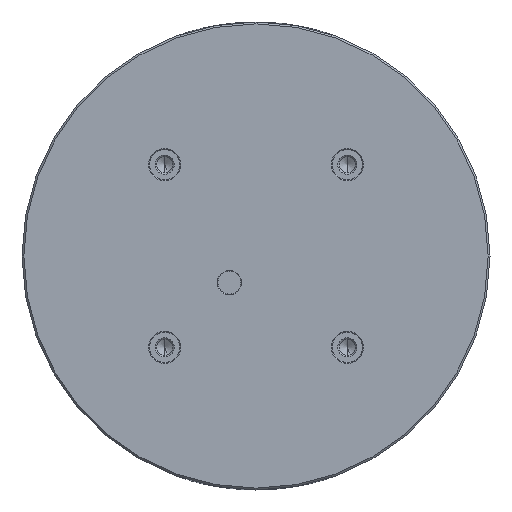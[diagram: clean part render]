
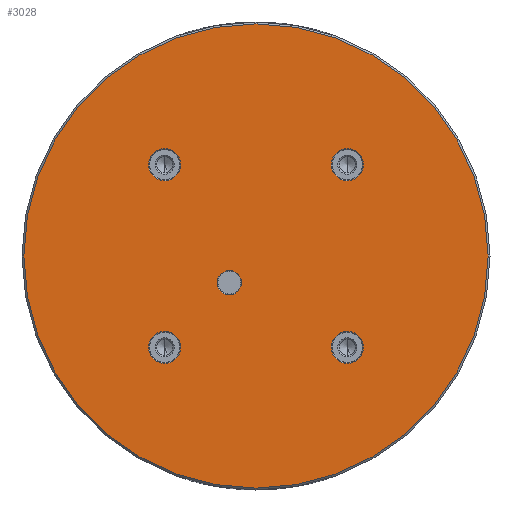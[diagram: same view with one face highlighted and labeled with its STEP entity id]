
A CAD part, left-side view. The second image highlights one B-rep face of the part: STEP entity #3028.
In plain terms, the highlighted planar face has unit normal (-1, 0, 0).
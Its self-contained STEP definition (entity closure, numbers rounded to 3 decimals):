
#12 = CIRCLE ( 'NONE', #522, 6.4 ) ;
#26 = DIRECTION ( 'NONE',  ( 1., 0., 0. ) ) ;
#34 = CIRCLE ( 'NONE', #2988, 8.4 ) ;
#47 = VERTEX_POINT ( 'NONE', #2387 ) ;
#62 = AXIS2_PLACEMENT_3D ( 'NONE', #1797, #1220, #1483 ) ;
#98 = DIRECTION ( 'NONE',  ( 0., 0., -1. ) ) ;
#159 = CARTESIAN_POINT ( 'NONE',  ( 0., 48., -48. ) ) ;
#204 = DIRECTION ( 'NONE',  ( 0., 0., -1. ) ) ;
#241 = CARTESIAN_POINT ( 'NONE',  ( 0., 48., 39.6 ) ) ;
#247 = EDGE_CURVE ( 'NONE', #879, #2488, #1622, .T. ) ;
#303 = DIRECTION ( 'NONE',  ( 0., 0., -1. ) ) ;
#330 = CIRCLE ( 'NONE', #1589, 8.4 ) ;
#424 = CARTESIAN_POINT ( 'NONE',  ( 0., 0., 122. ) ) ;
#442 = FACE_OUTER_BOUND ( 'NONE', #834, .T. ) ;
#452 = EDGE_CURVE ( 'NONE', #3042, #2744, #330, .T. ) ;
#482 = EDGE_CURVE ( 'NONE', #970, #2052, #1463, .T. ) ;
#520 = FACE_BOUND ( 'NONE', #808, .T. ) ;
#522 = AXIS2_PLACEMENT_3D ( 'NONE', #2230, #2177, #2190 ) ;
#526 = CARTESIAN_POINT ( 'NONE',  ( 0., 14., -7.6 ) ) ;
#542 = AXIS2_PLACEMENT_3D ( 'NONE', #2439, #2122, #1267 ) ;
#561 = DIRECTION ( 'NONE',  ( -1., 0., 0. ) ) ;
#589 = AXIS2_PLACEMENT_3D ( 'NONE', #1044, #26, #204 ) ;
#615 = CARTESIAN_POINT ( 'NONE',  ( 0., 48., -56.4 ) ) ;
#700 = CARTESIAN_POINT ( 'NONE',  ( 0., -48., 56.4 ) ) ;
#808 = EDGE_LOOP ( 'NONE', ( #2711, #3518 ) ) ;
#834 = EDGE_LOOP ( 'NONE', ( #2705, #2081 ) ) ;
#839 = VERTEX_POINT ( 'NONE', #2532 ) ;
#842 = ORIENTED_EDGE ( 'NONE', *, *, #1348, .T. ) ;
#848 = ORIENTED_EDGE ( 'NONE', *, *, #1728, .T. ) ;
#879 = VERTEX_POINT ( 'NONE', #911 ) ;
#911 = CARTESIAN_POINT ( 'NONE',  ( 0., -48., 39.6 ) ) ;
#943 = DIRECTION ( 'NONE',  ( 1., 0., 0. ) ) ;
#970 = VERTEX_POINT ( 'NONE', #1102 ) ;
#974 = ORIENTED_EDGE ( 'NONE', *, *, #2428, .T. ) ;
#1044 = CARTESIAN_POINT ( 'NONE',  ( 0., 14., -14. ) ) ;
#1102 = CARTESIAN_POINT ( 'NONE',  ( 0., 48., -39.6 ) ) ;
#1124 = EDGE_CURVE ( 'NONE', #1999, #839, #34, .T. ) ;
#1181 = AXIS2_PLACEMENT_3D ( 'NONE', #2514, #1810, #2892 ) ;
#1220 = DIRECTION ( 'NONE',  ( 1., 0., 0. ) ) ;
#1267 = DIRECTION ( 'NONE',  ( 0., 0., -1. ) ) ;
#1273 = DIRECTION ( 'NONE',  ( 1., 0., 0. ) ) ;
#1344 = CIRCLE ( 'NONE', #1181, 122. ) ;
#1348 = EDGE_CURVE ( 'NONE', #839, #1999, #3162, .T. ) ;
#1463 = CIRCLE ( 'NONE', #2029, 8.4 ) ;
#1477 = EDGE_LOOP ( 'NONE', ( #842, #3223 ) ) ;
#1483 = DIRECTION ( 'NONE',  ( 0., 0., -1. ) ) ;
#1488 = DIRECTION ( 'NONE',  ( 1., 0., 0. ) ) ;
#1589 = AXIS2_PLACEMENT_3D ( 'NONE', #2914, #1273, #98 ) ;
#1622 = CIRCLE ( 'NONE', #2343, 8.4 ) ;
#1658 = EDGE_CURVE ( 'NONE', #2175, #2242, #2847, .T. ) ;
#1672 = VERTEX_POINT ( 'NONE', #526 ) ;
#1688 = CARTESIAN_POINT ( 'NONE',  ( 0., -48., 48. ) ) ;
#1728 = EDGE_CURVE ( 'NONE', #2744, #3042, #2601, .T. ) ;
#1736 = CIRCLE ( 'NONE', #2210, 8.4 ) ;
#1797 = CARTESIAN_POINT ( 'NONE',  ( 0., -48., -48. ) ) ;
#1807 = PLANE ( 'NONE',  #2317 ) ;
#1810 = DIRECTION ( 'NONE',  ( -1., 0., 0. ) ) ;
#1821 = DIRECTION ( 'NONE',  ( 0., 0., -1. ) ) ;
#1845 = DIRECTION ( 'NONE',  ( 0., 0., -1. ) ) ;
#1869 = FACE_BOUND ( 'NONE', #3116, .T. ) ;
#1986 = DIRECTION ( 'NONE',  ( 1., 0., 0. ) ) ;
#1999 = VERTEX_POINT ( 'NONE', #2512 ) ;
#2029 = AXIS2_PLACEMENT_3D ( 'NONE', #3186, #1488, #2974 ) ;
#2052 = VERTEX_POINT ( 'NONE', #615 ) ;
#2081 = ORIENTED_EDGE ( 'NONE', *, *, #2153, .T. ) ;
#2101 = AXIS2_PLACEMENT_3D ( 'NONE', #2565, #561, #3364 ) ;
#2122 = DIRECTION ( 'NONE',  ( 1., 0., 0. ) ) ;
#2131 = FACE_BOUND ( 'NONE', #2139, .T. ) ;
#2139 = EDGE_LOOP ( 'NONE', ( #2566, #848 ) ) ;
#2153 = EDGE_CURVE ( 'NONE', #2242, #2175, #1344, .T. ) ;
#2175 = VERTEX_POINT ( 'NONE', #2758 ) ;
#2177 = DIRECTION ( 'NONE',  ( 1., 0., 0. ) ) ;
#2190 = DIRECTION ( 'NONE',  ( 0., 0., -1. ) ) ;
#2210 = AXIS2_PLACEMENT_3D ( 'NONE', #159, #2949, #1845 ) ;
#2230 = CARTESIAN_POINT ( 'NONE',  ( 0., 14., -14. ) ) ;
#2242 = VERTEX_POINT ( 'NONE', #424 ) ;
#2245 = CIRCLE ( 'NONE', #542, 8.4 ) ;
#2317 = AXIS2_PLACEMENT_3D ( 'NONE', #3496, #943, #1821 ) ;
#2324 = CARTESIAN_POINT ( 'NONE',  ( 0., 48., 56.4 ) ) ;
#2343 = AXIS2_PLACEMENT_3D ( 'NONE', #1688, #1986, #303 ) ;
#2344 = CARTESIAN_POINT ( 'NONE',  ( 0., -48., -48. ) ) ;
#2387 = CARTESIAN_POINT ( 'NONE',  ( 0., 14., -20.4 ) ) ;
#2428 = EDGE_CURVE ( 'NONE', #2488, #879, #2245, .T. ) ;
#2439 = CARTESIAN_POINT ( 'NONE',  ( 0., -48., 48. ) ) ;
#2488 = VERTEX_POINT ( 'NONE', #700 ) ;
#2512 = CARTESIAN_POINT ( 'NONE',  ( 0., -48., -56.4 ) ) ;
#2514 = CARTESIAN_POINT ( 'NONE',  ( 0., 0., 0. ) ) ;
#2532 = CARTESIAN_POINT ( 'NONE',  ( 0., -48., -39.6 ) ) ;
#2565 = CARTESIAN_POINT ( 'NONE',  ( 0., 0., 0. ) ) ;
#2566 = ORIENTED_EDGE ( 'NONE', *, *, #452, .T. ) ;
#2599 = ORIENTED_EDGE ( 'NONE', *, *, #482, .T. ) ;
#2601 = CIRCLE ( 'NONE', #2676, 8.4 ) ;
#2622 = FACE_BOUND ( 'NONE', #2912, .T. ) ;
#2624 = DIRECTION ( 'NONE',  ( 1., 0., 0. ) ) ;
#2676 = AXIS2_PLACEMENT_3D ( 'NONE', #2691, #2680, #3513 ) ;
#2680 = DIRECTION ( 'NONE',  ( 1., 0., 0. ) ) ;
#2691 = CARTESIAN_POINT ( 'NONE',  ( 0., 48., 48. ) ) ;
#2705 = ORIENTED_EDGE ( 'NONE', *, *, #1658, .T. ) ;
#2711 = ORIENTED_EDGE ( 'NONE', *, *, #2915, .T. ) ;
#2744 = VERTEX_POINT ( 'NONE', #241 ) ;
#2758 = CARTESIAN_POINT ( 'NONE',  ( 0., 0., -122. ) ) ;
#2847 = CIRCLE ( 'NONE', #2101, 122. ) ;
#2892 = DIRECTION ( 'NONE',  ( 0., 0., 1. ) ) ;
#2893 = DIRECTION ( 'NONE',  ( 0., 0., -1. ) ) ;
#2912 = EDGE_LOOP ( 'NONE', ( #974, #3098 ) ) ;
#2914 = CARTESIAN_POINT ( 'NONE',  ( 0., 48., 48. ) ) ;
#2915 = EDGE_CURVE ( 'NONE', #1672, #47, #2963, .T. ) ;
#2949 = DIRECTION ( 'NONE',  ( 1., 0., 0. ) ) ;
#2963 = CIRCLE ( 'NONE', #589, 6.4 ) ;
#2974 = DIRECTION ( 'NONE',  ( 0., 0., -1. ) ) ;
#2988 = AXIS2_PLACEMENT_3D ( 'NONE', #2344, #2624, #2893 ) ;
#3028 = ADVANCED_FACE ( 'NONE', ( #2131, #2622, #3356, #520, #1869, #442 ), #1807, .F. ) ;
#3042 = VERTEX_POINT ( 'NONE', #2324 ) ;
#3098 = ORIENTED_EDGE ( 'NONE', *, *, #247, .T. ) ;
#3116 = EDGE_LOOP ( 'NONE', ( #2599, #3218 ) ) ;
#3138 = EDGE_CURVE ( 'NONE', #47, #1672, #12, .T. ) ;
#3162 = CIRCLE ( 'NONE', #62, 8.4 ) ;
#3186 = CARTESIAN_POINT ( 'NONE',  ( 0., 48., -48. ) ) ;
#3218 = ORIENTED_EDGE ( 'NONE', *, *, #3397, .T. ) ;
#3223 = ORIENTED_EDGE ( 'NONE', *, *, #1124, .T. ) ;
#3356 = FACE_BOUND ( 'NONE', #1477, .T. ) ;
#3364 = DIRECTION ( 'NONE',  ( 0., 0., 1. ) ) ;
#3397 = EDGE_CURVE ( 'NONE', #2052, #970, #1736, .T. ) ;
#3496 = CARTESIAN_POINT ( 'NONE',  ( 0., 0., 0. ) ) ;
#3513 = DIRECTION ( 'NONE',  ( 0., 0., -1. ) ) ;
#3518 = ORIENTED_EDGE ( 'NONE', *, *, #3138, .T. ) ;
